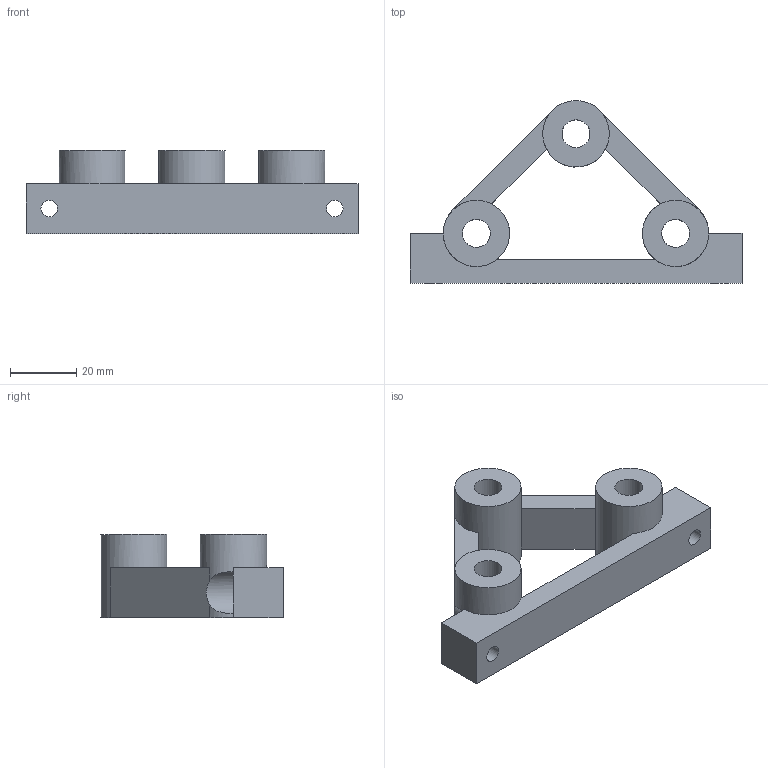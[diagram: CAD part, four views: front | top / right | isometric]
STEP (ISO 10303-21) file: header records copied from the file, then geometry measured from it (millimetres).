
FILE_DESCRIPTION(('FreeCAD Model'),'2;1');
FILE_NAME('y_frame_inside.step','2015-03-05T12:12:13',(''),(''), 'Open CASCADE STEP processor 6.7','FreeCAD','Unknown');
FILE_SCHEMA(('AUTOMOTIVE_DESIGN_CC2 { 1 2 10303 214 -1 1 5 4 }'));
Length unit declared in the file: millimetre
Products named in the file (1): Cut004
Bounding box: 100 x 54.96 x 25 mm (x, y, z)
Volume: 37116.1 mm3; surface area: 14728.4 mm2
Topology: 1 solids, 1 shells, 29 faces, 91 edges, 63 vertices
Faces by surface type: plane 17, cylinder 12
Full cylindrical faces by diameter (mm): 5 x2, 8.4 x3, 20 x3
Entity records: 2753 total; most frequent: CARTESIAN_POINT 966, DIRECTION 324, ORIENTED_EDGE 182, PCURVE 182, DEFINITIONAL_REPRESENTATION 182, LINE 174, VECTOR 174, EDGE_CURVE 91
